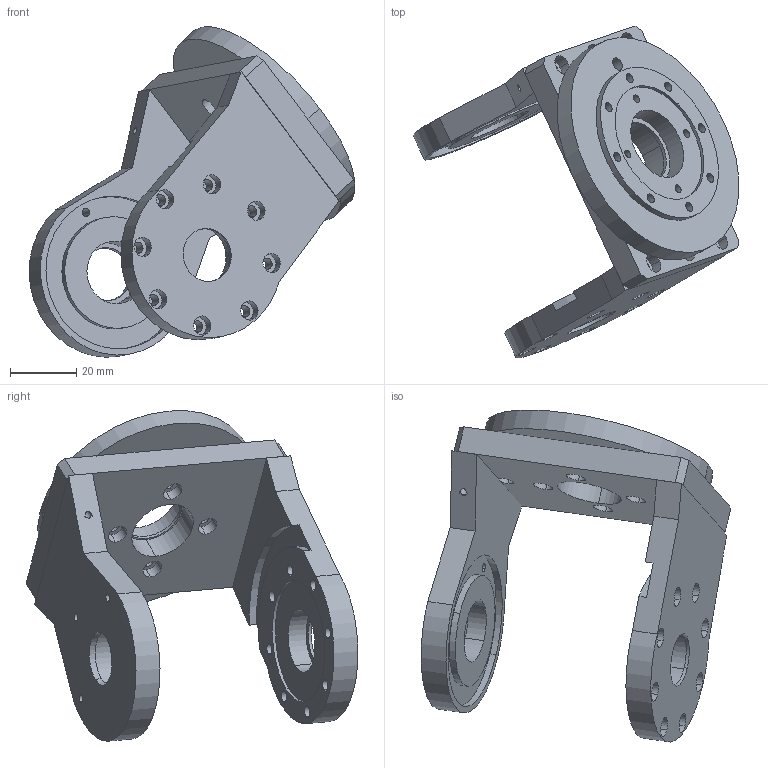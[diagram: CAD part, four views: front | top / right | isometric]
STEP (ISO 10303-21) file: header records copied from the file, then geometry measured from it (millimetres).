
FILE_DESCRIPTION (( 'STEP AP203' ), '1' );
FILE_NAME ('J4.STEP', '2016-03-29T03:02:16', ( '' ), ( '' ), 'SwSTEP 2.0', 'SolidWorks 2013', '' );
FILE_SCHEMA (( 'CONFIG_CONTROL_DESIGN' ));
Length unit declared in the file: millimetre
Products named in the file (5): RT21-1404A; RT21-1405A; RT21-1501A; J4; RT21-1406A
Assembly tree (4 placements, depth 2):
  J4
    RT21-1406A
    RT21-1404A
    RT21-1405A
    RT21-1501A
Bounding box: 98.25 x 100.09 x 99.67 mm (x, y, z)
Volume: 87454.9 mm3; surface area: 38301.7 mm2
Topology: 4 solids, 4 shells, 219 faces, 549 edges, 357 vertices
Faces by surface type: cylinder 152, plane 54, cone 13
Entity records: 7382 total; most frequent: DIRECTION 1280, CARTESIAN_POINT 1224, ORIENTED_EDGE 1078, EDGE_CURVE 539, AXIS2_PLACEMENT_3D 527, VERTEX_POINT 357, EDGE_LOOP 330, CIRCLE 301
